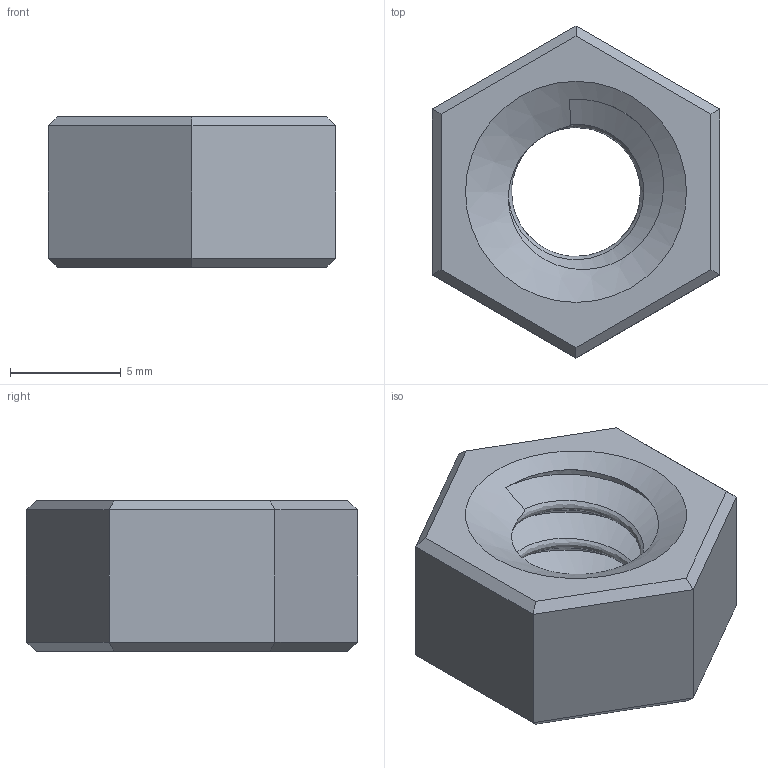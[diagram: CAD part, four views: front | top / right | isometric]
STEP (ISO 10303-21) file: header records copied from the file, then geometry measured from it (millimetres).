
FILE_DESCRIPTION(('STEP AP242'), '1');
FILE_NAME('ItemNutM8S2', '', ('UNSPECIFIED'), ('UNSPECIFIED'), 'C3D Converter', 'C3D Toolkit', '');
FILE_SCHEMA(('AP242_MANAGED_MODEL_BASED_3D_ENGINEERING_MIM_LF { 1 0 10303 442 1 1 4 }'));
Length unit declared in the file: millimetre
Bounding box: 13 x 15.01 x 6.8 mm (x, y, z)
Volume: 683.9 mm3; surface area: 704.4 mm2
Topology: 1 solids, 1 shells, 27 faces, 63 edges, 38 vertices
Faces by surface type: plane 20, bspline 3, cone 2, cylinder 2
Entity records: 3127 total; most frequent: CARTESIAN_POINT 2293, ORIENTED_EDGE 122, DIRECTION 103, EDGE_CURVE 61, LINE 45, VECTOR 45, VERTEX_POINT 38, EDGE_LOOP 31
